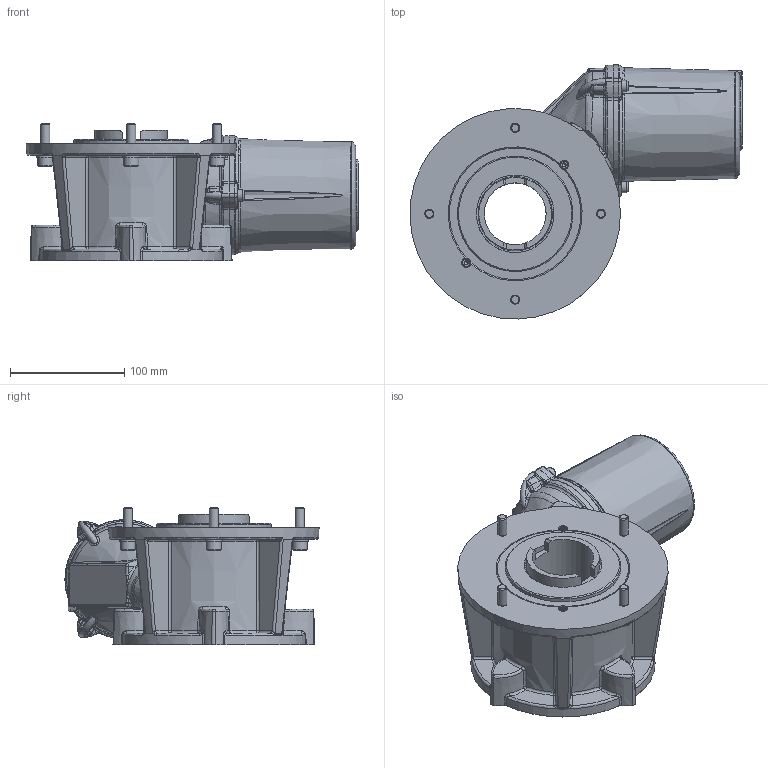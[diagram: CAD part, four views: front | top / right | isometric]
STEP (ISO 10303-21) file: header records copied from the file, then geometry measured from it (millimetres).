
FILE_DESCRIPTION(/* description */ ('Unknown'),/* implementation_level */ '2;1');
FILE_NAME(/* name */ 'II2-19',/* time_stamp */ '2019-12-03T15:53:04+00:00',/* author */ ('Unknown'),/* organization */ ('Unknown'),/* preprocessor_version */ 'ST-DEVELOPER v16.7',/* originating_system */ 'DEX',/* authorisation */ $);
FILE_SCHEMA (('AUTOMOTIVE_DESIGN {1 0 10303 214 3 1 1}'));
Products named in the file (1): II2-19
Bounding box: 290.13 x 222.13 x 119.88 mm (x, y, z)
Volume: 2487036.2 mm3; surface area: 212901.9 mm2
Topology: 1 solids, 1 shells, 1084 faces, 2592 edges, 1449 vertices
Faces by surface type: bspline 412, plane 212, cylinder 189, torus 139, cone 84, sphere 48
Full cylindrical faces by diameter (mm): 6.45 x4, 6.47 x4, 6.647 x8, 7 x2, 8 x4, 10 x3, 10.7 x3, 13 x4, 14.8 x4, 54 x1, 63.5 x1, 68 x1, 72.16 x1, 95 x1, 100.98 x1, 101 x1
Entity records: 53869 total; most frequent: CARTESIAN_POINT 24958, ORIENTED_EDGE 4754, DIRECTION 3863, EDGE_CURVE 2377, AXIS2_PLACEMENT_3D 1712, VERTEX_POINT 1417, FACE_BOUND 1208, EDGE_LOOP 1202
